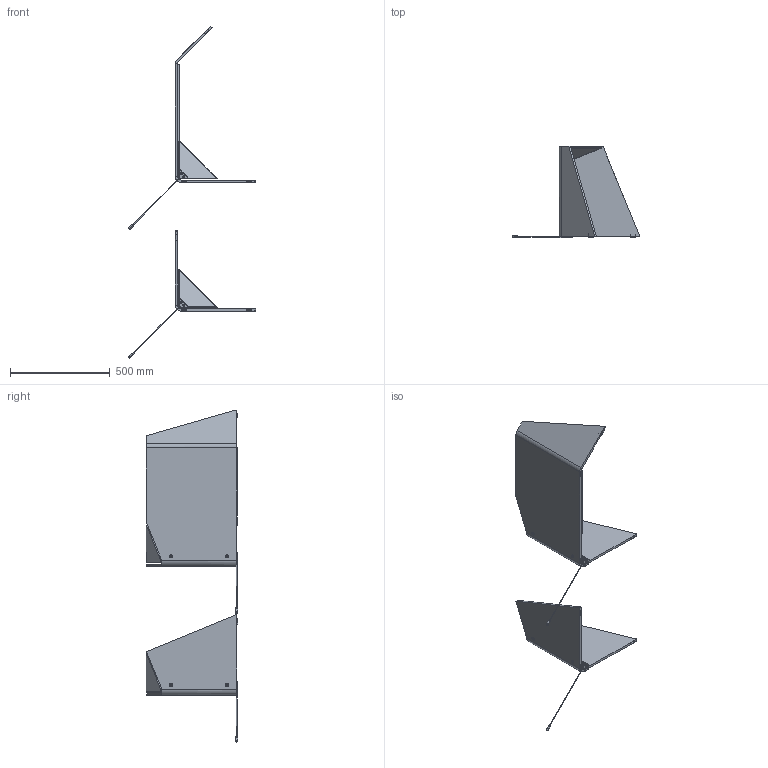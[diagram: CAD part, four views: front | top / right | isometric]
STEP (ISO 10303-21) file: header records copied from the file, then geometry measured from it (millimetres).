
FILE_DESCRIPTION(/* description */ (''),/* implementation_level */ '2;1');
FILE_NAME(/* name */ 'CORNER~1',/* time_stamp */ '2018-01-10T16:53:12-08:00',/* author */ (''),/* organization */ (''),/* preprocessor_version */ 'ST-DEVELOPER v15',/* originating_system */ '',/* authorisation */ '');
FILE_SCHEMA (('CONFIG_CONTROL_DESIGN'));
Length unit declared in the file: millimetre
Products named in the file (1): Document
Bounding box: 635.99 x 458.19 x 1661.8 mm (x, y, z)
Surface area: 1963293.8 mm2 (no closed solid volume)
Topology: 0 solids, 85 shells, 424 faces, 1979 edges, 1604 vertices
Faces by surface type: plane 253, bspline 171
Entity records: 22532 total; most frequent: CARTESIAN_POINT 12519, ORIENTED_EDGE 2627, EDGE_CURVE 1975, VERTEX_POINT 1604, B_SPLINE_CURVE_WITH_KNOTS 1373, EDGE_LOOP 492, ADVANCED_FACE 424, FACE_OUTER_BOUND 424
